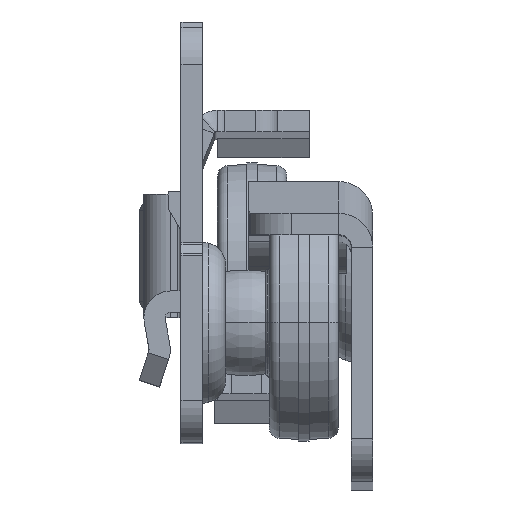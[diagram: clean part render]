
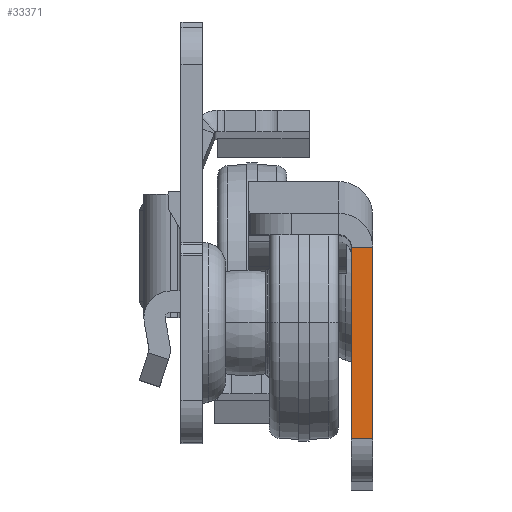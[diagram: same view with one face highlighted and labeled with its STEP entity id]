
A CAD part, top view. The second image highlights one B-rep face of the part: STEP entity #33371.
In plain terms, the highlighted planar face has unit normal (0, 0, 1).
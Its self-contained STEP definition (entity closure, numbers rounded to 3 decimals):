
#1196 = VECTOR ( 'NONE', #15933, 1000. ) ;
#4042 = CARTESIAN_POINT ( 'NONE',  ( -2., -7.75, 445.5 ) ) ;
#4691 = VERTEX_POINT ( 'NONE', #23527 ) ;
#4795 = DIRECTION ( 'NONE',  ( 0., 0., 1. ) ) ;
#5445 = CARTESIAN_POINT ( 'NONE',  ( 0., 10.226, 445.5 ) ) ;
#5638 = EDGE_CURVE ( 'NONE', #29884, #18196, #23258, .T. ) ;
#7280 = LINE ( 'NONE', #4042, #33220 ) ;
#12728 = EDGE_CURVE ( 'NONE', #4691, #37405, #7280, .T. ) ;
#13147 = FACE_OUTER_BOUND ( 'NONE', #50387, .T. ) ;
#14595 = DIRECTION ( 'NONE',  ( 1., 0., 0. ) ) ;
#14824 = ORIENTED_EDGE ( 'NONE', *, *, #25687, .F. ) ;
#15933 = DIRECTION ( 'NONE',  ( 0., -1., 0. ) ) ;
#18196 = VERTEX_POINT ( 'NONE', #5445 ) ;
#18468 = CARTESIAN_POINT ( 'NONE',  ( -2., 10.226, 445.5 ) ) ;
#19432 = VECTOR ( 'NONE', #50227, 1000. ) ;
#20000 = LINE ( 'NONE', #53065, #1196 ) ;
#23258 = LINE ( 'NONE', #39768, #27096 ) ;
#23527 = CARTESIAN_POINT ( 'NONE',  ( -2., -7.75, 445.5 ) ) ;
#24061 = CARTESIAN_POINT ( 'NONE',  ( 0., -7.75, 445.5 ) ) ;
#24305 = ORIENTED_EDGE ( 'NONE', *, *, #5638, .F. ) ;
#25687 = EDGE_CURVE ( 'NONE', #18196, #37405, #26555, .T. ) ;
#26555 = LINE ( 'NONE', #45894, #19432 ) ;
#27096 = VECTOR ( 'NONE', #14595, 1000. ) ;
#29884 = VERTEX_POINT ( 'NONE', #18468 ) ;
#30569 = AXIS2_PLACEMENT_3D ( 'NONE', #33449, #4795, #32622 ) ;
#32340 = ORIENTED_EDGE ( 'NONE', *, *, #12728, .T. ) ;
#32622 = DIRECTION ( 'NONE',  ( 1., 0., 0. ) ) ;
#33220 = VECTOR ( 'NONE', #36196, 1000. ) ;
#33371 = ADVANCED_FACE ( 'NONE', ( #13147 ), #41333, .T. ) ;
#33449 = CARTESIAN_POINT ( 'NONE',  ( -2., -11.75, 445.5 ) ) ;
#35586 = ORIENTED_EDGE ( 'NONE', *, *, #42602, .T. ) ;
#36196 = DIRECTION ( 'NONE',  ( 1., 0., 0. ) ) ;
#37405 = VERTEX_POINT ( 'NONE', #24061 ) ;
#39768 = CARTESIAN_POINT ( 'NONE',  ( -2., 10.226, 445.5 ) ) ;
#41333 = PLANE ( 'NONE',  #30569 ) ;
#42602 = EDGE_CURVE ( 'NONE', #29884, #4691, #20000, .T. ) ;
#45894 = CARTESIAN_POINT ( 'NONE',  ( 0., -11.75, 445.5 ) ) ;
#50227 = DIRECTION ( 'NONE',  ( 0., -1., 0. ) ) ;
#50387 = EDGE_LOOP ( 'NONE', ( #24305, #35586, #32340, #14824 ) ) ;
#53065 = CARTESIAN_POINT ( 'NONE',  ( -2., -11.75, 445.5 ) ) ;
